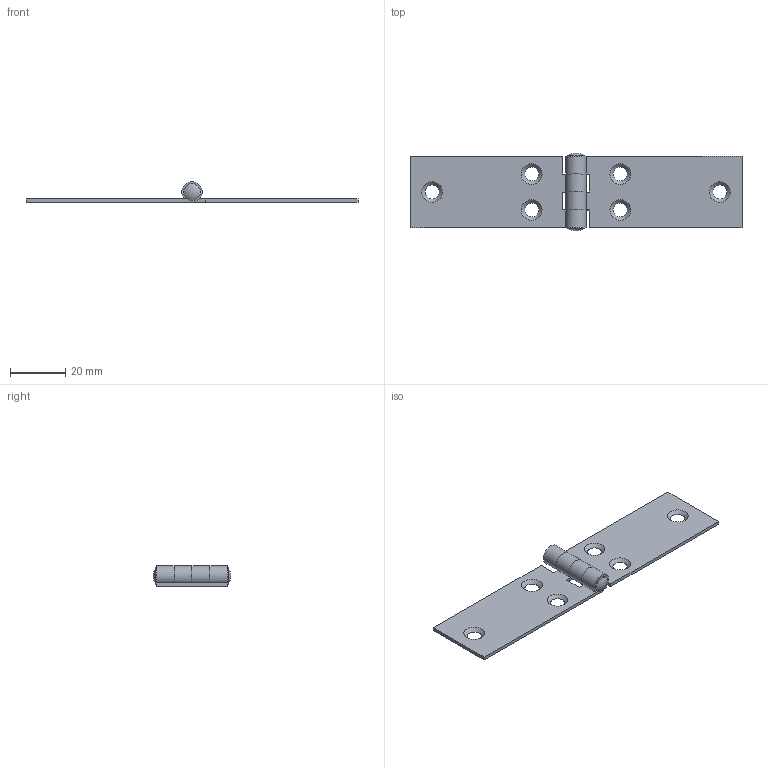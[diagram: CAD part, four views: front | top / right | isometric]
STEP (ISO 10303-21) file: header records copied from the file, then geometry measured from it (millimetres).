
FILE_DESCRIPTION (( 'STEP AP203' ), '1' );
FILE_NAME ('452-13.step', '2021-11-25T13:27:47', ( '' ), ( '' ), 'SwSTEP 2.0', 'SolidWorks 2018', '' );
FILE_SCHEMA (( 'CONFIG_CONTROL_DESIGN' ));
Length unit declared in the file: millimetre
Products named in the file (7): 452-13 Teil3; 452-13 Teil1; 452-13; 452-13 Teil2
Assembly tree (3 placements, depth 2):
  452-13
    452-13 Teil1
    452-13 Teil2
    452-13 Teil3
  452-13 Teil3
  452-13 Teil1
  452-13 Teil2
Bounding box: 120 x 28.04 x 7.4 mm (x, y, z)
Volume: 4432.8 mm3; surface area: 7769.4 mm2
Topology: 3 solids, 3 shells, 229 faces, 617 edges, 414 vertices
Faces by surface type: plane 136, bspline 76, cylinder 9, cone 6, sphere 2
Full cylindrical faces by diameter (mm): 5 x1
Entity records: 11474 total; most frequent: CARTESIAN_POINT 5612, ORIENTED_EDGE 1208, DIRECTION 804, EDGE_CURVE 604, VECTOR 420, LINE 420, VERTEX_POINT 408, EDGE_LOOP 268
